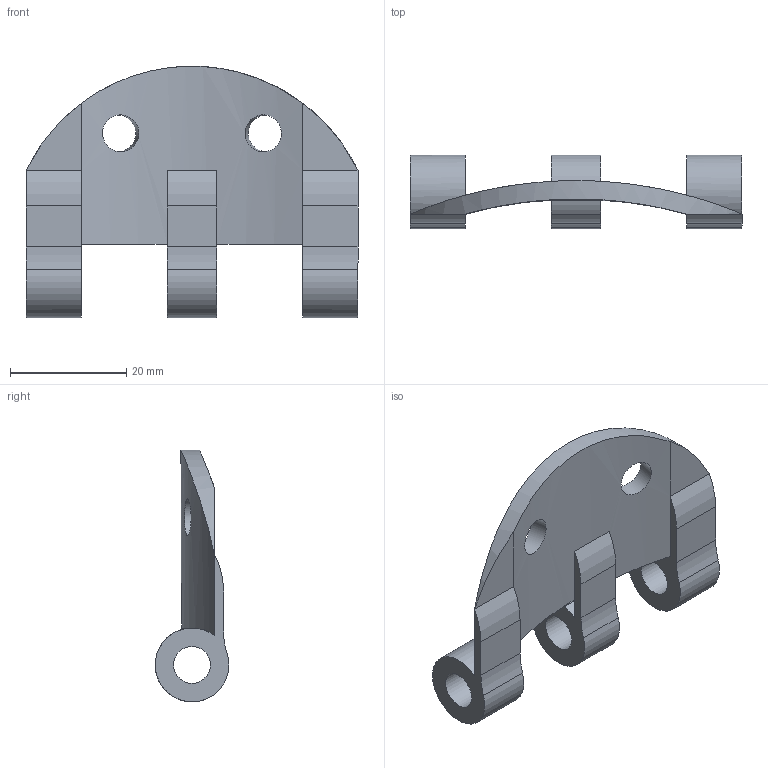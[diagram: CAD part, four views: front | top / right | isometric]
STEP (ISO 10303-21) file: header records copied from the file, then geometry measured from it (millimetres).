
FILE_DESCRIPTION(/* description */ (''),/* implementation_level */ '2;1');
FILE_NAME(/* name */ 'Flap_top.stp',/* time_stamp */ '2023-02-11T12:51:33-05:00',/* author */ (''),/* organization */ (''),/* preprocessor_version */ 'ST-DEVELOPER v18.1',/* originating_system */ 'SIEMENS PLM Software NX 1980',/* authorisation */ '');
FILE_SCHEMA (('AP203_CONFIGURATION_CONTROLLED_3D_DESIGN_OF_MECHANICAL_PARTS_AND_ASSEMBLIES_MIM_LF { 1 0 10303 403 2 1 2}'));
Length unit declared in the file: inch
Products named in the file (1): Flap_top
Bounding box: 57.15 x 12.7 x 43.31 mm (x, y, z)
Volume: 7191.6 mm3; surface area: 5777.7 mm2
Topology: 1 solids, 1 shells, 35 faces, 90 edges, 57 vertices
Faces by surface type: cylinder 19, plane 16
Full cylindrical faces by diameter (mm): 6.35 x5
Entity records: 1396 total; most frequent: CARTESIAN_POINT 451, DIRECTION 183, ORIENTED_EDGE 170, EDGE_CURVE 85, AXIS2_PLACEMENT_3D 72, VERTEX_POINT 57, EDGE_LOOP 50, LINE 39
